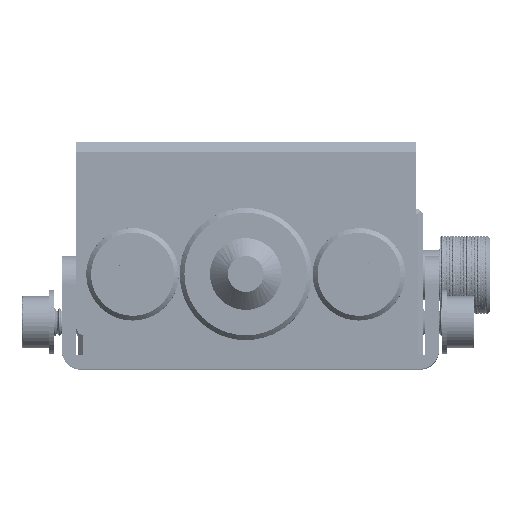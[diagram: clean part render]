
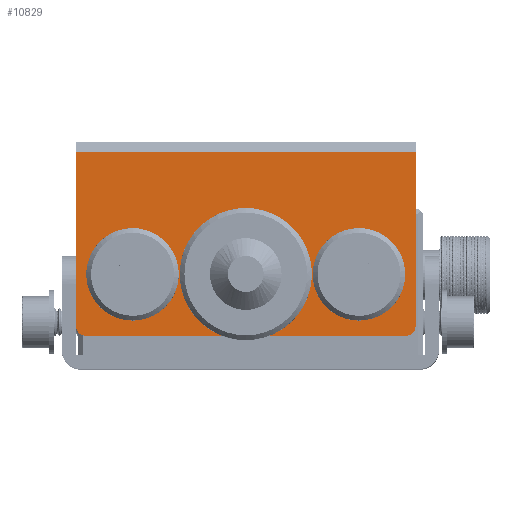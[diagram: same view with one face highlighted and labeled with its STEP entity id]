
A CAD part, top view. The second image highlights one B-rep face of the part: STEP entity #10829.
In plain terms, the highlighted free-form (B-spline) face has degree [1, 1] with [2, 2] control points.
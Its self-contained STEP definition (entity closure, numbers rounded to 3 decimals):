
#9794 = VERTEX_POINT('',#9795);
#9795 = CARTESIAN_POINT('',(16.99,-4.248,
    127.213));
#9800 = EDGE_CURVE('',#9801,#9794,#9803,.T.);
#9801 = VERTEX_POINT('',#9802);
#9802 = CARTESIAN_POINT('',(16.99,4.248,
    127.213));
#9803 = ( BOUNDED_CURVE() B_SPLINE_CURVE(2,(#9804,#9805,#9806,#9807,
#9808),.UNSPECIFIED.,.F.,.F.) B_SPLINE_CURVE_WITH_KNOTS((3,2,3),(
    -3.142,-1.571,0.),.UNSPECIFIED.) 
CURVE() GEOMETRIC_REPRESENTATION_ITEM() RATIONAL_B_SPLINE_CURVE((1.,
0.707,1.,0.707,1.)) REPRESENTATION_ITEM('') );
#9804 = CARTESIAN_POINT('',(16.99,4.248,
    127.213));
#9805 = CARTESIAN_POINT('',(21.238,4.248,
    127.213));
#9806 = CARTESIAN_POINT('',(21.238,0.,
    127.213));
#9807 = CARTESIAN_POINT('',(21.238,-4.248,
    127.213));
#9808 = CARTESIAN_POINT('',(16.99,-4.248,
    127.213));
#9837 = EDGE_CURVE('',#9838,#9840,#9842,.T.);
#9838 = VERTEX_POINT('',#9839);
#9839 = CARTESIAN_POINT('',(0.,-4.248,
    127.213));
#9840 = VERTEX_POINT('',#9841);
#9841 = CARTESIAN_POINT('',(0.,4.248,
    127.213));
#9842 = ( BOUNDED_CURVE() B_SPLINE_CURVE(2,(#9843,#9844,#9845,#9846,
#9847),.UNSPECIFIED.,.F.,.F.) B_SPLINE_CURVE_WITH_KNOTS((3,2,3),(
    0.,1.571,3.142),.UNSPECIFIED.) 
CURVE() GEOMETRIC_REPRESENTATION_ITEM() RATIONAL_B_SPLINE_CURVE((1.,
0.707,1.,0.707,1.)) REPRESENTATION_ITEM('') );
#9843 = CARTESIAN_POINT('',(0.,-4.248,
    127.213));
#9844 = CARTESIAN_POINT('',(-4.248,-4.248,
    127.213));
#9845 = CARTESIAN_POINT('',(-4.248,0.,
    127.213));
#9846 = CARTESIAN_POINT('',(-4.248,4.248,
    127.213));
#9847 = CARTESIAN_POINT('',(0.,4.248,
    127.213));
#9893 = EDGE_CURVE('',#9894,#9896,#9898,.T.);
#9894 = VERTEX_POINT('',#9895);
#9895 = CARTESIAN_POINT('',(33.98,-4.248,
    127.213));
#9896 = VERTEX_POINT('',#9897);
#9897 = CARTESIAN_POINT('',(33.98,4.248,
    127.213));
#9898 = ( BOUNDED_CURVE() B_SPLINE_CURVE(2,(#9899,#9900,#9901,#9902,
#9903),.UNSPECIFIED.,.F.,.F.) B_SPLINE_CURVE_WITH_KNOTS((3,2,3),(
    0.,1.571,3.142),.UNSPECIFIED.) 
CURVE() GEOMETRIC_REPRESENTATION_ITEM() RATIONAL_B_SPLINE_CURVE((1.,
0.707,1.,0.707,1.)) REPRESENTATION_ITEM('') );
#9899 = CARTESIAN_POINT('',(33.98,-4.248,
    127.213));
#9900 = CARTESIAN_POINT('',(29.733,-4.248,
    127.213));
#9901 = CARTESIAN_POINT('',(29.733,0.,
    127.213));
#9902 = CARTESIAN_POINT('',(29.733,4.248,
    127.213));
#9903 = CARTESIAN_POINT('',(33.98,4.248,
    127.213));
#9950 = VERTEX_POINT('',#9951);
#9951 = CARTESIAN_POINT('',(42.475,18.406,
    127.213));
#9958 = EDGE_CURVE('',#9950,#9959,#9961,.T.);
#9959 = VERTEX_POINT('',#9960);
#9960 = CARTESIAN_POINT('',(42.475,-7.787,
    127.213));
#9961 = B_SPLINE_CURVE_WITH_KNOTS('',1,(#9962,#9963),.UNSPECIFIED.,.F.,
  .F.,(2,2),(1.,19.5),.PIECEWISE_BEZIER_KNOTS.);
#9962 = CARTESIAN_POINT('',(42.475,18.406,
    127.213));
#9963 = CARTESIAN_POINT('',(42.475,-7.787,
    127.213));
#10028 = EDGE_CURVE('',#9896,#9894,#10029,.T.);
#10029 = ( BOUNDED_CURVE() B_SPLINE_CURVE(2,(#10030,#10031,#10032,#10033
,#10034),.UNSPECIFIED.,.F.,.F.) B_SPLINE_CURVE_WITH_KNOTS((3,2,3),(
    -3.142,-1.571,0.),.UNSPECIFIED.) 
CURVE() GEOMETRIC_REPRESENTATION_ITEM() RATIONAL_B_SPLINE_CURVE((1.,
0.707,1.,0.707,1.)) REPRESENTATION_ITEM('') );
#10030 = CARTESIAN_POINT('',(33.98,4.248,
    127.213));
#10031 = CARTESIAN_POINT('',(38.228,4.248,
    127.213));
#10032 = CARTESIAN_POINT('',(38.228,0.,
    127.213));
#10033 = CARTESIAN_POINT('',(38.228,-4.248,
    127.213));
#10034 = CARTESIAN_POINT('',(33.98,-4.248,
    127.213));
#10068 = EDGE_CURVE('',#9840,#9838,#10069,.T.);
#10069 = ( BOUNDED_CURVE() B_SPLINE_CURVE(2,(#10070,#10071,#10072,#10073
,#10074),.UNSPECIFIED.,.F.,.F.) B_SPLINE_CURVE_WITH_KNOTS((3,2,3),(
    -3.142,-1.571,0.),.UNSPECIFIED.) 
CURVE() GEOMETRIC_REPRESENTATION_ITEM() RATIONAL_B_SPLINE_CURVE((1.,
0.707,1.,0.707,1.)) REPRESENTATION_ITEM('') );
#10070 = CARTESIAN_POINT('',(0.,4.248,
    127.213));
#10071 = CARTESIAN_POINT('',(4.248,4.248,
    127.213));
#10072 = CARTESIAN_POINT('',(4.248,0.,
    127.213));
#10073 = CARTESIAN_POINT('',(4.248,-4.248,
    127.213));
#10074 = CARTESIAN_POINT('',(0.,-4.248,
    127.213));
#10117 = EDGE_CURVE('',#9794,#9801,#10118,.T.);
#10118 = ( BOUNDED_CURVE() B_SPLINE_CURVE(2,(#10119,#10120,#10121,#10122
,#10123),.UNSPECIFIED.,.F.,.F.) B_SPLINE_CURVE_WITH_KNOTS((3,2,3),(
    0.,1.571,3.142),.UNSPECIFIED.) 
CURVE() GEOMETRIC_REPRESENTATION_ITEM() RATIONAL_B_SPLINE_CURVE((1.,
0.707,1.,0.707,1.)) REPRESENTATION_ITEM('') );
#10119 = CARTESIAN_POINT('',(16.99,-4.248,
    127.213));
#10120 = CARTESIAN_POINT('',(12.743,-4.248,
    127.213));
#10121 = CARTESIAN_POINT('',(12.743,0.,
    127.213));
#10122 = CARTESIAN_POINT('',(12.743,4.248,
    127.213));
#10123 = CARTESIAN_POINT('',(16.99,4.248,
    127.213));
#10802 = EDGE_CURVE('',#10803,#10805,#10807,.T.);
#10803 = VERTEX_POINT('',#10804);
#10804 = CARTESIAN_POINT('',(-7.079,-9.203,
    127.213));
#10805 = VERTEX_POINT('',#10806);
#10806 = CARTESIAN_POINT('',(-8.495,-7.787,
    127.213));
#10807 = ( BOUNDED_CURVE() B_SPLINE_CURVE(2,(#10808,#10809,#10810),
.UNSPECIFIED.,.F.,.F.) B_SPLINE_CURVE_WITH_KNOTS((3,3),(-0.785,
0.785),.PIECEWISE_BEZIER_KNOTS.) CURVE() 
GEOMETRIC_REPRESENTATION_ITEM() RATIONAL_B_SPLINE_CURVE((1.,
0.707,1.)) REPRESENTATION_ITEM('') );
#10808 = CARTESIAN_POINT('',(-7.079,-9.203,
    127.213));
#10809 = CARTESIAN_POINT('',(-8.495,-9.203,
    127.213));
#10810 = CARTESIAN_POINT('',(-8.495,-7.787,
    127.213));
#10829 = ADVANCED_FACE('',(#10830,#10834,#10838,#10842),#10871,.T.);
#10830 = FACE_BOUND('',#10831,.T.);
#10831 = EDGE_LOOP('',(#10832,#10833));
#10832 = ORIENTED_EDGE('',*,*,#10028,.T.);
#10833 = ORIENTED_EDGE('',*,*,#9893,.T.);
#10834 = FACE_BOUND('',#10835,.T.);
#10835 = EDGE_LOOP('',(#10836,#10837));
#10836 = ORIENTED_EDGE('',*,*,#10068,.T.);
#10837 = ORIENTED_EDGE('',*,*,#9837,.T.);
#10838 = FACE_BOUND('',#10839,.T.);
#10839 = EDGE_LOOP('',(#10840,#10841));
#10840 = ORIENTED_EDGE('',*,*,#9800,.T.);
#10841 = ORIENTED_EDGE('',*,*,#10117,.T.);
#10842 = FACE_BOUND('',#10843,.T.);
#10843 = EDGE_LOOP('',(#10844,#10851,#10856,#10857,#10864,#10870));
#10844 = ORIENTED_EDGE('',*,*,#10845,.F.);
#10845 = EDGE_CURVE('',#10846,#9950,#10848,.T.);
#10846 = VERTEX_POINT('',#10847);
#10847 = CARTESIAN_POINT('',(-8.495,18.406,
    127.213));
#10848 = B_SPLINE_CURVE_WITH_KNOTS('',1,(#10849,#10850),.UNSPECIFIED.,
  .F.,.F.,(2,2),(-9.,27.),.PIECEWISE_BEZIER_KNOTS.);
#10849 = CARTESIAN_POINT('',(-8.495,18.406,
    127.213));
#10850 = CARTESIAN_POINT('',(42.475,18.406,
    127.213));
#10851 = ORIENTED_EDGE('',*,*,#10852,.F.);
#10852 = EDGE_CURVE('',#10805,#10846,#10853,.T.);
#10853 = B_SPLINE_CURVE_WITH_KNOTS('',1,(#10854,#10855),.UNSPECIFIED.,
  .F.,.F.,(2,2),(1.,19.5),.PIECEWISE_BEZIER_KNOTS.);
#10854 = CARTESIAN_POINT('',(-8.495,-7.787,
    127.213));
#10855 = CARTESIAN_POINT('',(-8.495,18.406,
    127.213));
#10856 = ORIENTED_EDGE('',*,*,#10802,.F.);
#10857 = ORIENTED_EDGE('',*,*,#10858,.F.);
#10858 = EDGE_CURVE('',#10859,#10803,#10861,.T.);
#10859 = VERTEX_POINT('',#10860);
#10860 = CARTESIAN_POINT('',(41.059,-9.203,
    127.213));
#10861 = B_SPLINE_CURVE_WITH_KNOTS('',1,(#10862,#10863),.UNSPECIFIED.,
  .F.,.F.,(2,2),(1.,35.),.PIECEWISE_BEZIER_KNOTS.);
#10862 = CARTESIAN_POINT('',(41.059,-9.203,
    127.213));
#10863 = CARTESIAN_POINT('',(-7.079,-9.203,
    127.213));
#10864 = ORIENTED_EDGE('',*,*,#10865,.F.);
#10865 = EDGE_CURVE('',#9959,#10859,#10866,.T.);
#10866 = ( BOUNDED_CURVE() B_SPLINE_CURVE(2,(#10867,#10868,#10869),
.UNSPECIFIED.,.F.,.F.) B_SPLINE_CURVE_WITH_KNOTS((3,3),(-0.785,
0.785),.PIECEWISE_BEZIER_KNOTS.) CURVE() 
GEOMETRIC_REPRESENTATION_ITEM() RATIONAL_B_SPLINE_CURVE((1.,
0.707,1.)) REPRESENTATION_ITEM('') );
#10867 = CARTESIAN_POINT('',(42.475,-7.787,
    127.213));
#10868 = CARTESIAN_POINT('',(42.475,-9.203,
    127.213));
#10869 = CARTESIAN_POINT('',(41.059,-9.203,
    127.213));
#10870 = ORIENTED_EDGE('',*,*,#9958,.F.);
#10871 = B_SPLINE_SURFACE_WITH_KNOTS('',1,1,(
    (#10872,#10873)
    ,(#10874,#10875
    )),.UNSPECIFIED.,.F.,.F.,.F.,(2,2),(2,2),(-10.251,9.251),(-18.001,
    18.001),.PIECEWISE_BEZIER_KNOTS.);
#10872 = CARTESIAN_POINT('',(-8.496,18.407,
    127.213));
#10873 = CARTESIAN_POINT('',(42.477,18.407,
    127.213));
#10874 = CARTESIAN_POINT('',(-8.496,-9.204,
    127.213));
#10875 = CARTESIAN_POINT('',(42.477,-9.204,
    127.213));
